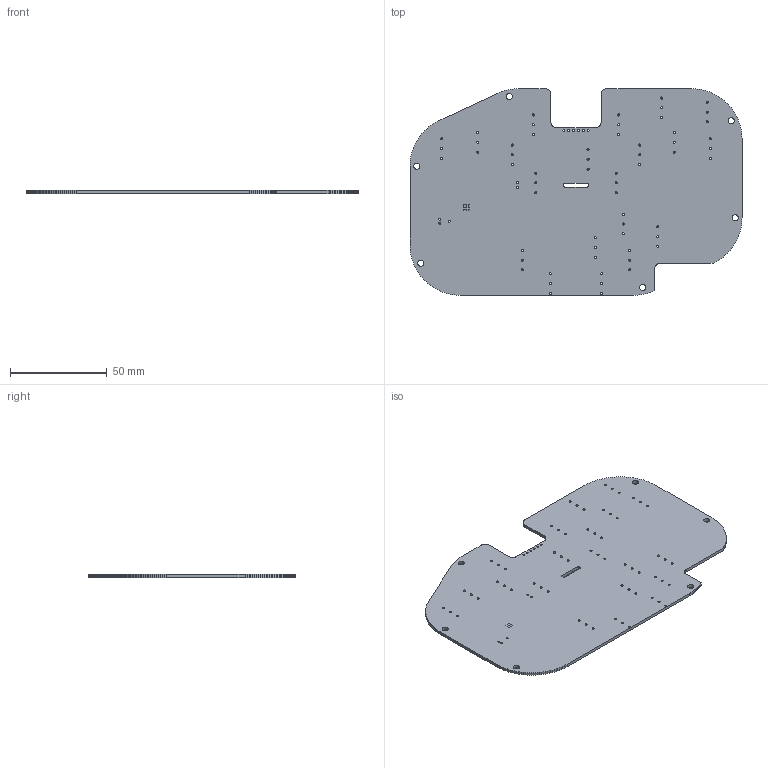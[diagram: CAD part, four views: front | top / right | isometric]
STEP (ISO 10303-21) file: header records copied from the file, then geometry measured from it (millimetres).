
FILE_DESCRIPTION(('KiCad electronic assembly'),'2;1');
FILE_NAME('Rana Tadpole PCB.step','2023-11-30T13:24:01',('Pcbnew'),( 'Kicad'),'Open CASCADE STEP processor 7.7','KiCad to STEP converter' ,'Unknown');
FILE_SCHEMA(('AUTOMOTIVE_DESIGN { 1 0 10303 214 1 1 1 1 }'));
Length unit declared in the file: millimetre
Products named in the file (2): Rana Tadpole PCB 1; Rana Tadpole PCB PCB
Assembly tree (1 placements, depth 2):
  Rana Tadpole PCB 1
    Rana Tadpole PCB PCB
Bounding box: 172 x 107 x 1.58 mm (x, y, z)
Volume: 25199.6 mm3; surface area: 33283.6 mm2
Topology: 1 solids, 1 shells, 353 faces, 1053 edges, 702 vertices
Faces by surface type: plane 267, cylinder 86
Full cylindrical faces by diameter (mm): 0.35 x9, 0.991 x3, 1 x8, 1.1 x60, 3.2 x6
Entity records: 26381 total; most frequent: CARTESIAN_POINT 5248, DIRECTION 3869, LINE 2815, VECTOR 2815, ORIENTED_EDGE 2106, PCURVE 2106, DEFINITIONAL_REPRESENTATION 2106, EDGE_CURVE 1053
